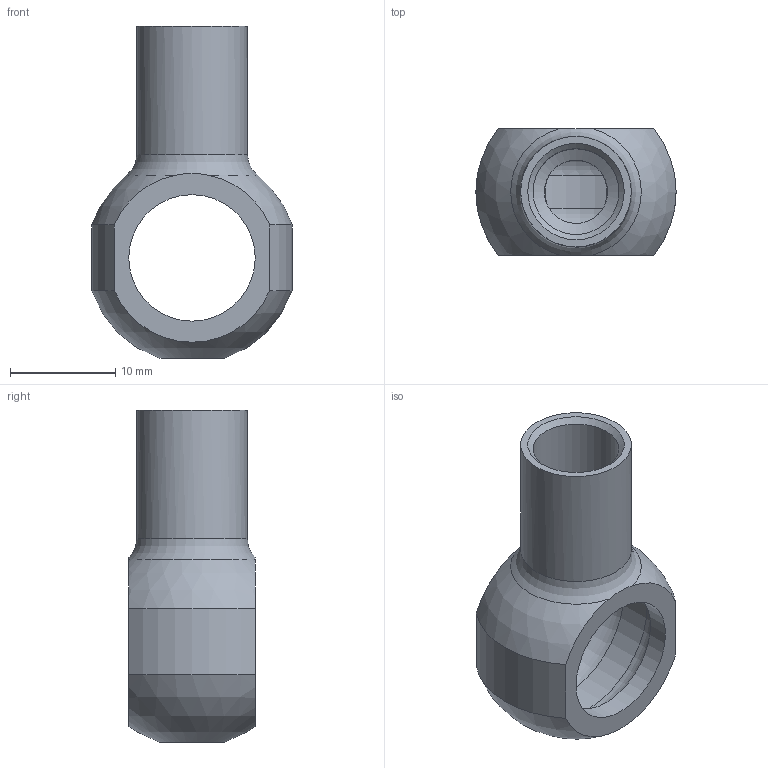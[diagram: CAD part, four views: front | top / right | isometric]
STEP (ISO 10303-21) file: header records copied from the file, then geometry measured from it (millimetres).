
FILE_DESCRIPTION((''),'2;1');
FILE_NAME('74722008.stp','2014-09-08T15:04:35',(''),('KNOMI spol. s r. o.'),'Autodesk Inventor 2012','Autodesk Inventor 2012','');
FILE_SCHEMA(('AUTOMOTIVE_DESIGN { 1 2 10303 214 0 1 1 1 }'));
Length unit declared in the file: millimetre
Products named in the file (1): Oko st.příp.pájecí D12/Tr08,Js-6
Bounding box: 19 x 12 x 31.5 mm (x, y, z)
Volume: 1770 mm3; surface area: 2236.7 mm2
Topology: 1 solids, 1 shells, 22 faces, 59 edges, 38 vertices
Faces by surface type: cylinder 8, plane 4, cone 4, sphere 3, torus 3
Full cylindrical faces by diameter (mm): 6 x1, 8.15 x1, 10.5 x1, 12 x2
Entity records: 673 total; most frequent: CARTESIAN_POINT 174, DIRECTION 104, ORIENTED_EDGE 82, AXIS2_PLACEMENT_3D 50, EDGE_CURVE 41, EDGE_LOOP 36, VERTEX_POINT 31, CIRCLE 27
